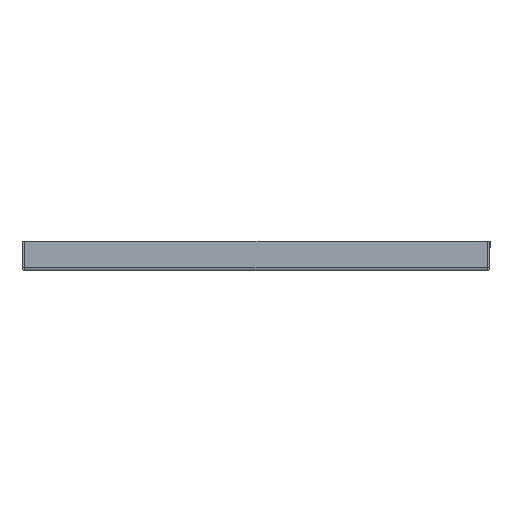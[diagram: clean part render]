
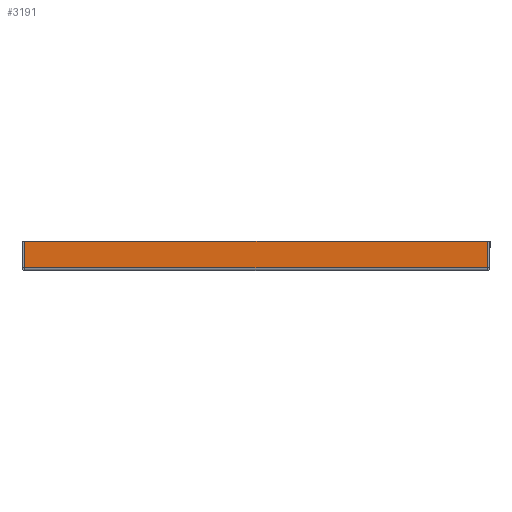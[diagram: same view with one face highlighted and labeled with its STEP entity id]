
A CAD part, left-side view. The second image highlights one B-rep face of the part: STEP entity #3191.
In plain terms, the highlighted planar face has unit normal (-1, 0, 0).
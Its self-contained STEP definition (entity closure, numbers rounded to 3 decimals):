
#148 = DIRECTION ( 'NONE',  ( 0., 1., 0. ) ) ;
#149 = CARTESIAN_POINT ( 'NONE',  ( -848.5, 130.99, 16.5 ) ) ;
#162 = DIRECTION ( 'NONE',  ( 0., 0., -1. ) ) ;
#164 = DIRECTION ( 'NONE',  ( 0., 0., 1. ) ) ;
#166 = CARTESIAN_POINT ( 'NONE',  ( -848.5, -130.99, 16.5 ) ) ;
#170 = CARTESIAN_POINT ( 'NONE',  ( -848.5, 130.99, 1.5 ) ) ;
#171 = DIRECTION ( 'NONE',  ( 0., 1., 0. ) ) ;
#172 = CARTESIAN_POINT ( 'NONE',  ( -848.5, -130.99, 1.6 ) ) ;
#874 = EDGE_CURVE ( 'NONE', #1885, #1867, #3540, .T. ) ;
#876 = EDGE_CURVE ( 'NONE', #1885, #1879, #3545, .T. ) ;
#877 = EDGE_CURVE ( 'NONE', #1863, #1867, #3534, .T. ) ;
#882 = EDGE_CURVE ( 'NONE', #1879, #1863, #3547, .T. ) ;
#1001 = AXIS2_PLACEMENT_3D ( 'NONE', #2343, #2287, #2306 ) ;
#1045 = VECTOR ( 'NONE', #148, 1000. ) ;
#1204 = FACE_OUTER_BOUND ( 'NONE', #2621, .T. ) ;
#1863 = VERTEX_POINT ( 'NONE', #3343 ) ;
#1867 = VERTEX_POINT ( 'NONE', #3331 ) ;
#1879 = VERTEX_POINT ( 'NONE', #3329 ) ;
#1885 = VERTEX_POINT ( 'NONE', #3236 ) ;
#2287 = DIRECTION ( 'NONE',  ( 1., 0., 0. ) ) ;
#2306 = DIRECTION ( 'NONE',  ( 0., 0., -1. ) ) ;
#2315 = PLANE ( 'NONE',  #1001 ) ;
#2343 = CARTESIAN_POINT ( 'NONE',  ( -848.5, -130.99, 1.5 ) ) ;
#2621 = EDGE_LOOP ( 'NONE', ( #2921, #2713, #2817, #3025 ) ) ;
#2713 = ORIENTED_EDGE ( 'NONE', *, *, #876, .T. ) ;
#2817 = ORIENTED_EDGE ( 'NONE', *, *, #882, .T. ) ;
#2921 = ORIENTED_EDGE ( 'NONE', *, *, #874, .F. ) ;
#3025 = ORIENTED_EDGE ( 'NONE', *, *, #877, .T. ) ;
#3177 = VECTOR ( 'NONE', #164, 1000. ) ;
#3191 = ADVANCED_FACE ( 'NONE', ( #1204 ), #2315, .F. ) ;
#3236 = CARTESIAN_POINT ( 'NONE',  ( -848.5, -130.99, 1.6 ) ) ;
#3329 = CARTESIAN_POINT ( 'NONE',  ( -848.5, -130.99, 16.5 ) ) ;
#3331 = CARTESIAN_POINT ( 'NONE',  ( -848.5, 130.99, 1.6 ) ) ;
#3343 = CARTESIAN_POINT ( 'NONE',  ( -848.5, 130.99, 16.5 ) ) ;
#3534 = LINE ( 'NONE', #170, #3548 ) ;
#3539 = VECTOR ( 'NONE', #171, 1000. ) ;
#3540 = LINE ( 'NONE', #172, #3539 ) ;
#3545 = LINE ( 'NONE', #166, #3177 ) ;
#3547 = LINE ( 'NONE', #149, #1045 ) ;
#3548 = VECTOR ( 'NONE', #162, 1000. ) ;
